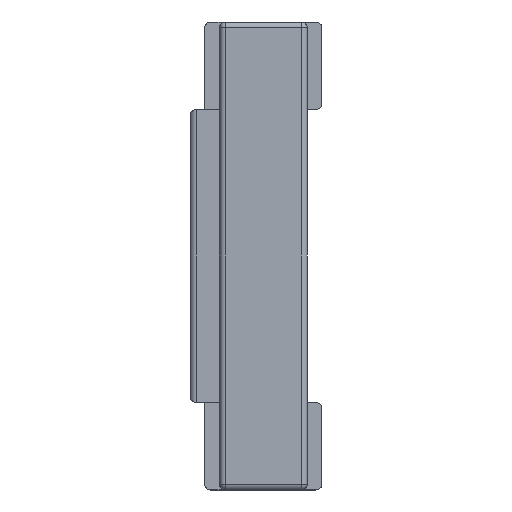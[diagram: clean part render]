
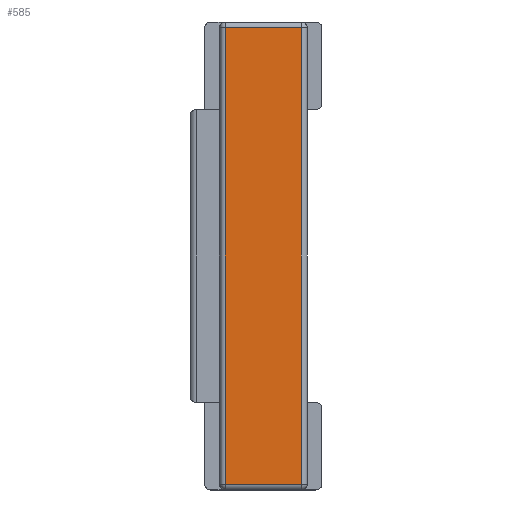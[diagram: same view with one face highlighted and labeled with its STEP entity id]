
A CAD part, left-side view. The second image highlights one B-rep face of the part: STEP entity #585.
In plain terms, the highlighted planar face has unit normal (-1, 0, 0).
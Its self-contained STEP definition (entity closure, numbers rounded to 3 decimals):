
#77 = EDGE_CURVE ( 'NONE', #2265, #4871, #655, .T. ) ;
#494 = DIRECTION ( 'NONE',  ( 0., 0., -1. ) ) ;
#585 = ADVANCED_FACE ( 'NONE', ( #4128 ), #667, .F. ) ;
#648 = CARTESIAN_POINT ( 'NONE',  ( -1.6, 0.35, -0.78 ) ) ;
#655 = LINE ( 'NONE', #6578, #4249 ) ;
#667 = PLANE ( 'NONE',  #2702 ) ;
#732 = VECTOR ( 'NONE', #494, 1000. ) ;
#803 = ORIENTED_EDGE ( 'NONE', *, *, #1468, .T. ) ;
#821 = EDGE_CURVE ( 'NONE', #956, #2265, #8813, .T. ) ;
#956 = VERTEX_POINT ( 'NONE', #5971 ) ;
#995 = DIRECTION ( 'NONE',  ( 0., 0., 1. ) ) ;
#1468 = EDGE_CURVE ( 'NONE', #4871, #7388, #2634, .T. ) ;
#1543 = DIRECTION ( 'NONE',  ( 0., 1., 0. ) ) ;
#2076 = DIRECTION ( 'NONE',  ( 1., 0., 0. ) ) ;
#2212 = ORIENTED_EDGE ( 'NONE', *, *, #821, .T. ) ;
#2265 = VERTEX_POINT ( 'NONE', #5263 ) ;
#2322 = VECTOR ( 'NONE', #995, 1000. ) ;
#2496 = EDGE_CURVE ( 'NONE', #7388, #956, #3534, .T. ) ;
#2634 = LINE ( 'NONE', #8102, #732 ) ;
#2702 = AXIS2_PLACEMENT_3D ( 'NONE', #7102, #2076, #6367 ) ;
#3363 = CARTESIAN_POINT ( 'NONE',  ( -1.6, 0.33, -0.78 ) ) ;
#3480 = CARTESIAN_POINT ( 'NONE',  ( -1.6, 0.07, 0.8 ) ) ;
#3534 = LINE ( 'NONE', #648, #5211 ) ;
#3800 = ORIENTED_EDGE ( 'NONE', *, *, #77, .T. ) ;
#4128 = FACE_OUTER_BOUND ( 'NONE', #6660, .T. ) ;
#4145 = ORIENTED_EDGE ( 'NONE', *, *, #2496, .T. ) ;
#4220 = DIRECTION ( 'NONE',  ( 0., -1., 0. ) ) ;
#4249 = VECTOR ( 'NONE', #1543, 1000. ) ;
#4871 = VERTEX_POINT ( 'NONE', #7304 ) ;
#5211 = VECTOR ( 'NONE', #4220, 1000. ) ;
#5263 = CARTESIAN_POINT ( 'NONE',  ( -1.6, 0.07, 0.78 ) ) ;
#5971 = CARTESIAN_POINT ( 'NONE',  ( -1.6, 0.07, -0.78 ) ) ;
#6367 = DIRECTION ( 'NONE',  ( 0., 0., -1. ) ) ;
#6578 = CARTESIAN_POINT ( 'NONE',  ( -1.6, 0.35, 0.78 ) ) ;
#6660 = EDGE_LOOP ( 'NONE', ( #4145, #2212, #3800, #803 ) ) ;
#7102 = CARTESIAN_POINT ( 'NONE',  ( -1.6, 0.35, 0.8 ) ) ;
#7304 = CARTESIAN_POINT ( 'NONE',  ( -1.6, 0.33, 0.78 ) ) ;
#7388 = VERTEX_POINT ( 'NONE', #3363 ) ;
#8102 = CARTESIAN_POINT ( 'NONE',  ( -1.6, 0.33, 0.8 ) ) ;
#8813 = LINE ( 'NONE', #3480, #2322 ) ;
